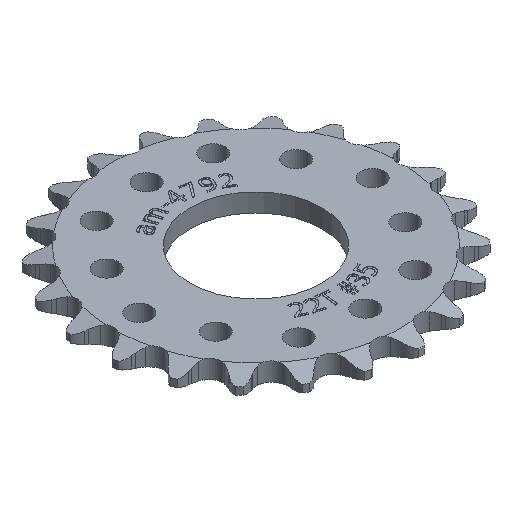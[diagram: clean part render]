
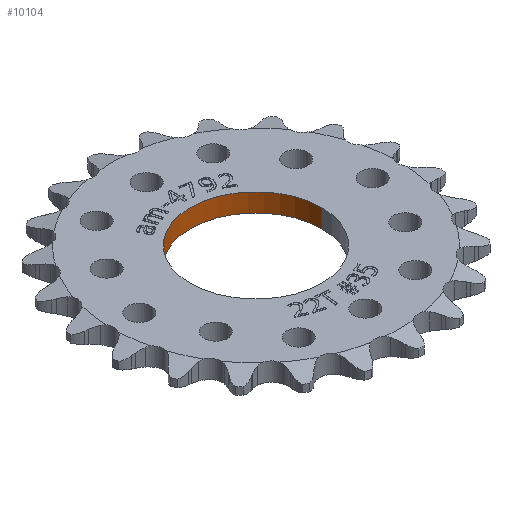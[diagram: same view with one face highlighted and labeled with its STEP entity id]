
A CAD part, isometric view. The second image highlights one B-rep face of the part: STEP entity #10104.
In plain terms, the highlighted cylindrical face has radius 14.287 mm (diameter 28.575 mm), a partial arc.
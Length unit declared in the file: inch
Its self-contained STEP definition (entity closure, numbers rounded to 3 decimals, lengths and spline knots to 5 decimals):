
#1143 = ORIENTED_EDGE ( 'NONE', *, *, #1230, .T. ) ;
#1179 = AXIS2_PLACEMENT_3D ( 'NONE', #15164, #2707, #8927 ) ;
#1230 = EDGE_CURVE ( 'NONE', #6280, #4936, #4115, .T. ) ;
#1872 = DIRECTION ( 'NONE',  ( -1., 0., 0. ) ) ;
#2707 = DIRECTION ( 'NONE',  ( 0., 0., 1. ) ) ;
#2912 = VECTOR ( 'NONE', #15041, 39.37008 ) ;
#4115 = LINE ( 'NONE', #11954, #2912 ) ;
#4501 = DIRECTION ( 'NONE',  ( 0., 0., -1. ) ) ;
#4697 = ORIENTED_EDGE ( 'NONE', *, *, #9569, .F. ) ;
#4843 = DIRECTION ( 'NONE',  ( 0., 0., -1. ) ) ;
#4936 = VERTEX_POINT ( 'NONE', #6307 ) ;
#5082 = DIRECTION ( 'NONE',  ( 0., 0., -1. ) ) ;
#6033 = EDGE_CURVE ( 'NONE', #11007, #13279, #13699, .T. ) ;
#6280 = VERTEX_POINT ( 'NONE', #12408 ) ;
#6307 = CARTESIAN_POINT ( 'NONE',  ( -0.5625, 0., -0.0785 ) ) ;
#6421 = EDGE_CURVE ( 'NONE', #6280, #11007, #6657, .T. ) ;
#6657 = CIRCLE ( 'NONE', #18025, 0.5625 ) ;
#7542 = CARTESIAN_POINT ( 'NONE',  ( 0.5625, 0., 0.0785 ) ) ;
#8927 = DIRECTION ( 'NONE',  ( -1., 0., 0. ) ) ;
#9326 = ORIENTED_EDGE ( 'NONE', *, *, #6421, .F. ) ;
#9556 = CARTESIAN_POINT ( 'NONE',  ( 0., 0., 0.0785 ) ) ;
#9569 = EDGE_CURVE ( 'NONE', #13279, #4936, #10297, .T. ) ;
#10104 = ADVANCED_FACE ( 'NONE', ( #12658 ), #11429, .F. ) ;
#10297 = CIRCLE ( 'NONE', #1179, 0.5625 ) ;
#11007 = VERTEX_POINT ( 'NONE', #7542 ) ;
#11429 = CYLINDRICAL_SURFACE ( 'NONE', #19392, 0.5625 ) ;
#11954 = CARTESIAN_POINT ( 'NONE',  ( -0.5625, 0., 0.26756 ) ) ;
#12237 = CARTESIAN_POINT ( 'NONE',  ( 0.5625, 0., 0.26756 ) ) ;
#12408 = CARTESIAN_POINT ( 'NONE',  ( -0.5625, 0., 0.0785 ) ) ;
#12658 = FACE_OUTER_BOUND ( 'NONE', #17579, .T. ) ;
#12700 = DIRECTION ( 'NONE',  ( 1., 0., 0. ) ) ;
#13214 = ORIENTED_EDGE ( 'NONE', *, *, #6033, .F. ) ;
#13279 = VERTEX_POINT ( 'NONE', #19172 ) ;
#13699 = LINE ( 'NONE', #12237, #18705 ) ;
#15041 = DIRECTION ( 'NONE',  ( 0., 0., -1. ) ) ;
#15164 = CARTESIAN_POINT ( 'NONE',  ( 0., 0., -0.0785 ) ) ;
#17579 = EDGE_LOOP ( 'NONE', ( #13214, #9326, #1143, #4697 ) ) ;
#18025 = AXIS2_PLACEMENT_3D ( 'NONE', #9556, #5082, #12700 ) ;
#18705 = VECTOR ( 'NONE', #4501, 39.37008 ) ;
#18894 = CARTESIAN_POINT ( 'NONE',  ( 0., 0., 0.26756 ) ) ;
#19172 = CARTESIAN_POINT ( 'NONE',  ( 0.5625, 0., -0.0785 ) ) ;
#19392 = AXIS2_PLACEMENT_3D ( 'NONE', #18894, #4843, #1872 ) ;
